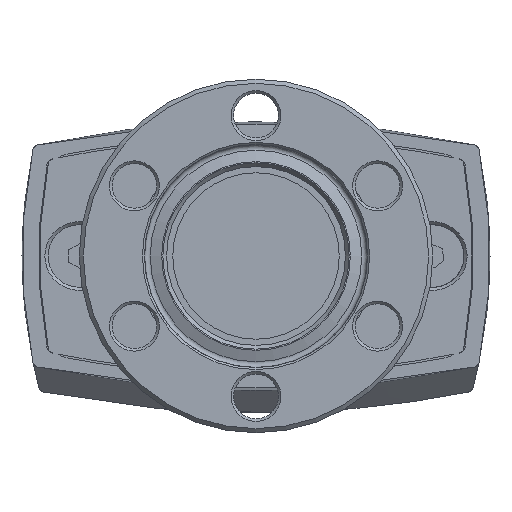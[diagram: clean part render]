
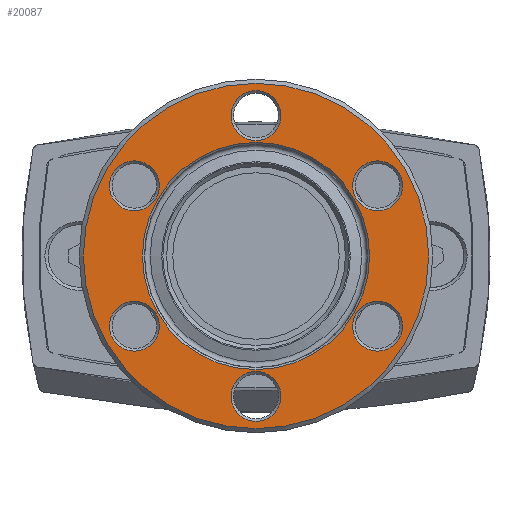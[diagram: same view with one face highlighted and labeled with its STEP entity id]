
A CAD part, front view. The second image highlights one B-rep face of the part: STEP entity #20087.
In plain terms, the highlighted planar face has unit normal (0, -1, 0).
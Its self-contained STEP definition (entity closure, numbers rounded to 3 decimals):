
#19990=CARTESIAN_POINT('',(1.2,-47.7,11.422));
#19991=VERTEX_POINT('',#19990);
#19992=CARTESIAN_POINT('',(0.,-47.7,13.5));
#19993=DIRECTION('',(0.,-1.0,0.));
#19994=DIRECTION('',(-0.5,0.,0.866));
#19995=AXIS2_PLACEMENT_3D('',#19992,#19993,#19994);
#19996=CIRCLE('',#19995,2.4);
#19997=EDGE_CURVE('',#19991,#19991,#19996,.T.);
#20002=CARTESIAN_POINT('',(0.,-47.7,13.963));
#20003=DIRECTION('',(0.0,-1.0,0.0));
#20004=DIRECTION('',(1.0,0.0,0.0));
#20005=AXIS2_PLACEMENT_3D('',#20002,#20003,#20004);
#20006=PLANE('',#20005);
#20007=CARTESIAN_POINT('',(0.,-47.7,16.6));
#20008=VERTEX_POINT('',#20007);
#20009=CARTESIAN_POINT('',(0.,-47.7,0.));
#20010=DIRECTION('',(0.0,1.0,0.0));
#20011=DIRECTION('',(0.0,0.0,-1.0));
#20012=AXIS2_PLACEMENT_3D('',#20009,#20010,#20011);
#20013=CIRCLE('',#20012,16.6);
#20014=EDGE_CURVE('',#20008,#20008,#20013,.T.);
#20015=ORIENTED_EDGE('',*,*,#20014,.F.);
#20016=EDGE_LOOP('',(#20015));
#20017=FACE_OUTER_BOUND('',#20016,.T.);
#20018=CARTESIAN_POINT('',(10.491,-47.7,4.672));
#20019=VERTEX_POINT('',#20018);
#20020=CARTESIAN_POINT('',(11.691,-47.7,6.75));
#20021=DIRECTION('',(0.,-1.0,0.));
#20022=DIRECTION('',(0.5,0.,0.866));
#20023=AXIS2_PLACEMENT_3D('',#20020,#20021,#20022);
#20024=CIRCLE('',#20023,2.4);
#20025=EDGE_CURVE('',#20019,#20019,#20024,.T.);
#20026=ORIENTED_EDGE('',*,*,#20025,.F.);
#20027=EDGE_LOOP('',(#20026));
#20028=FACE_BOUND('',#20027,.T.);
#20029=CARTESIAN_POINT('',(-1.2,-47.7,-11.422));
#20030=VERTEX_POINT('',#20029);
#20031=CARTESIAN_POINT('',(0.,-47.7,-13.5));
#20032=DIRECTION('',(0.,-1.0,0.));
#20033=DIRECTION('',(0.5,0.,-0.866));
#20034=AXIS2_PLACEMENT_3D('',#20031,#20032,#20033);
#20035=CIRCLE('',#20034,2.4);
#20036=EDGE_CURVE('',#20030,#20030,#20035,.T.);
#20037=ORIENTED_EDGE('',*,*,#20036,.F.);
#20038=EDGE_LOOP('',(#20037));
#20039=FACE_BOUND('',#20038,.T.);
#20040=CARTESIAN_POINT('',(-9.291,-47.7,6.75));
#20041=VERTEX_POINT('',#20040);
#20042=CARTESIAN_POINT('',(-11.691,-47.7,6.75));
#20043=DIRECTION('',(0.0,-1.0,0.0));
#20044=DIRECTION('',(-1.0,0.0,0.0));
#20045=AXIS2_PLACEMENT_3D('',#20042,#20043,#20044);
#20046=CIRCLE('',#20045,2.4);
#20047=EDGE_CURVE('',#20041,#20041,#20046,.T.);
#20048=ORIENTED_EDGE('',*,*,#20047,.F.);
#20049=EDGE_LOOP('',(#20048));
#20050=FACE_BOUND('',#20049,.T.);
#20051=CARTESIAN_POINT('',(0.,-47.7,10.925));
#20052=VERTEX_POINT('',#20051);
#20053=CARTESIAN_POINT('',(0.,-47.7,0.));
#20054=DIRECTION('',(0.0,-1.0,0.0));
#20055=DIRECTION('',(0.0,0.0,1.0));
#20056=AXIS2_PLACEMENT_3D('',#20053,#20054,#20055);
#20057=CIRCLE('',#20056,10.925);
#20058=EDGE_CURVE('',#20052,#20052,#20057,.T.);
#20059=ORIENTED_EDGE('',*,*,#20058,.F.);
#20060=EDGE_LOOP('',(#20059));
#20061=FACE_BOUND('',#20060,.T.);
#20062=CARTESIAN_POINT('',(-10.491,-47.7,-4.672));
#20063=VERTEX_POINT('',#20062);
#20064=CARTESIAN_POINT('',(-11.691,-47.7,-6.75));
#20065=DIRECTION('',(0.,-1.0,0.));
#20066=DIRECTION('',(-0.5,0.,-0.866));
#20067=AXIS2_PLACEMENT_3D('',#20064,#20065,#20066);
#20068=CIRCLE('',#20067,2.4);
#20069=EDGE_CURVE('',#20063,#20063,#20068,.T.);
#20070=ORIENTED_EDGE('',*,*,#20069,.F.);
#20071=EDGE_LOOP('',(#20070));
#20072=FACE_BOUND('',#20071,.T.);
#20073=CARTESIAN_POINT('',(9.291,-47.7,-6.75));
#20074=VERTEX_POINT('',#20073);
#20075=CARTESIAN_POINT('',(11.691,-47.7,-6.75));
#20076=DIRECTION('',(0.0,-1.0,0.0));
#20077=DIRECTION('',(1.0,0.0,0.0));
#20078=AXIS2_PLACEMENT_3D('',#20075,#20076,#20077);
#20079=CIRCLE('',#20078,2.4);
#20080=EDGE_CURVE('',#20074,#20074,#20079,.T.);
#20081=ORIENTED_EDGE('',*,*,#20080,.F.);
#20082=EDGE_LOOP('',(#20081));
#20083=FACE_BOUND('',#20082,.T.);
#20084=ORIENTED_EDGE('',*,*,#19997,.F.);
#20085=EDGE_LOOP('',(#20084));
#20086=FACE_BOUND('',#20085,.T.);
#20087=ADVANCED_FACE('',(#20017,#20028,#20039,#20050,#20061,#20072,#20083,#20086),#20006,.T.);
